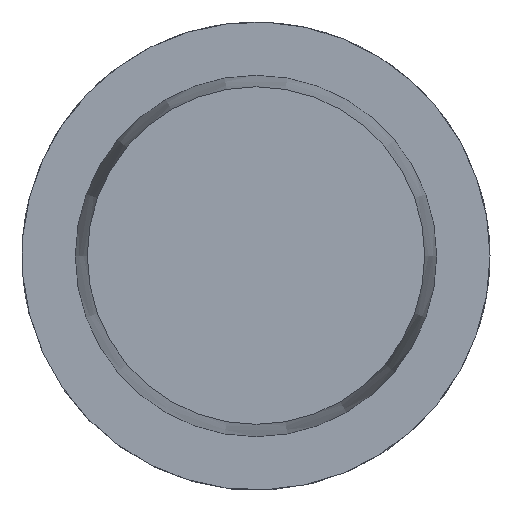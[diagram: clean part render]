
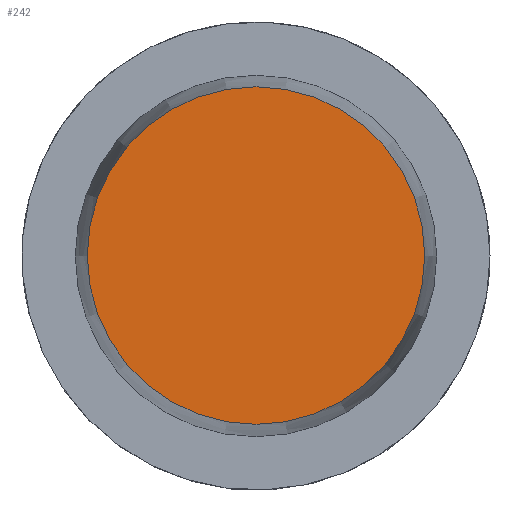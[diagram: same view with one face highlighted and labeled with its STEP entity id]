
A CAD part, top view. The second image highlights one B-rep face of the part: STEP entity #242.
In plain terms, the highlighted planar face has unit normal (0, 0, 1).
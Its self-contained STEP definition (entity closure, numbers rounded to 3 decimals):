
#242=ADVANCED_FACE('',(#316),#291,.F.);
#291=PLANE('',#923);
#316=FACE_OUTER_BOUND('',#354,.T.);
#354=EDGE_LOOP('',(#414));
#414=ORIENTED_EDGE('',*,*,#746,.T.);
#658=VERTEX_POINT('',#1247);
#746=EDGE_CURVE('',#658,#658,#868,.T.);
#868=CIRCLE('',#922,22.717);
#922=AXIS2_PLACEMENT_3D('',#1246,#1011,#1012);
#923=AXIS2_PLACEMENT_3D('',#1248,#1013,#1014);
#1011=DIRECTION('',(0.,0.,1.));
#1012=DIRECTION('',(1.,0.,0.));
#1013=DIRECTION('',(0.,0.,-1.));
#1014=DIRECTION('',(1.,0.,0.));
#1246=CARTESIAN_POINT('',(0.,0.,32.));
#1247=CARTESIAN_POINT('',(22.717,0.,32.));
#1248=CARTESIAN_POINT('',(-21.576,0.,32.));
